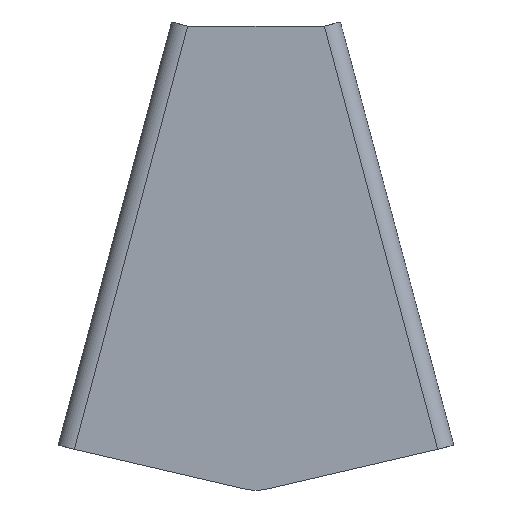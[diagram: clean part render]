
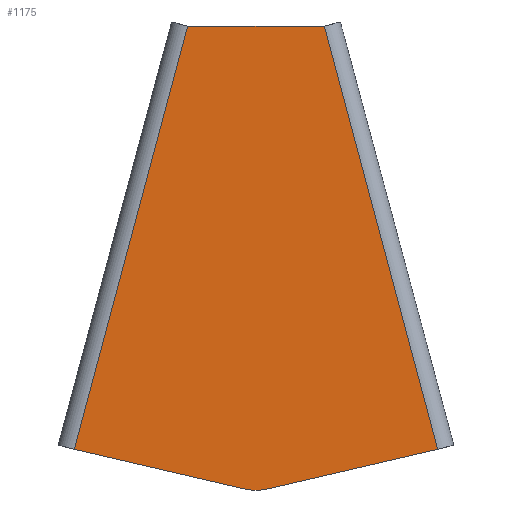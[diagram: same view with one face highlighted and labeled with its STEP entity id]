
A CAD part, front view. The second image highlights one B-rep face of the part: STEP entity #1175.
In plain terms, the highlighted planar face has unit normal (0, -1, 0).
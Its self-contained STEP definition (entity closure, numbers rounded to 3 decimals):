
#11 = DIRECTION ( 'NONE',  ( 0., -1., 0. ) ) ;
#14 = VECTOR ( 'NONE', #848, 1000. ) ;
#73 = DIRECTION ( 'NONE',  ( 0.974, 0., 0.227 ) ) ;
#121 = DIRECTION ( 'NONE',  ( 1., 0., 0. ) ) ;
#134 = CARTESIAN_POINT ( 'NONE',  ( 0., 0., 0. ) ) ;
#137 = ORIENTED_EDGE ( 'NONE', *, *, #1067, .F. ) ;
#146 = DIRECTION ( 'NONE',  ( -0.974, 0., 0.227 ) ) ;
#181 = EDGE_CURVE ( 'NONE', #565, #1117, #1341, .T. ) ;
#202 = CARTESIAN_POINT ( 'NONE',  ( 66.411, 0., -154.548 ) ) ;
#229 = CARTESIAN_POINT ( 'NONE',  ( 0., 0., -170. ) ) ;
#240 = ORIENTED_EDGE ( 'NONE', *, *, #633, .F. ) ;
#243 = CARTESIAN_POINT ( 'NONE',  ( -66.411, 0., -154.548 ) ) ;
#279 = VECTOR ( 'NONE', #121, 1000. ) ;
#296 = ORIENTED_EDGE ( 'NONE', *, *, #1143, .T. ) ;
#334 = VERTEX_POINT ( 'NONE', #384 ) ;
#335 = CARTESIAN_POINT ( 'NONE',  ( 0., 0., 0. ) ) ;
#366 = DIRECTION ( 'NONE',  ( 0.259, 0., 0.966 ) ) ;
#368 = EDGE_LOOP ( 'NONE', ( #296, #1278, #1005, #240, #137, #488 ) ) ;
#384 = CARTESIAN_POINT ( 'NONE',  ( 66.411, 0., -154.548 ) ) ;
#399 = VECTOR ( 'NONE', #73, 1000. ) ;
#408 = CIRCLE ( 'NONE', #889, 20. ) ;
#488 = ORIENTED_EDGE ( 'NONE', *, *, #181, .F. ) ;
#495 = EDGE_CURVE ( 'NONE', #1313, #334, #678, .T. ) ;
#518 = CARTESIAN_POINT ( 'NONE',  ( 4.532, 0., -168.945 ) ) ;
#519 = EDGE_CURVE ( 'NONE', #334, #634, #995, .T. ) ;
#526 = AXIS2_PLACEMENT_3D ( 'NONE', #335, #968, #556 ) ;
#528 = DIRECTION ( 'NONE',  ( 0., 0., -1. ) ) ;
#556 = DIRECTION ( 'NONE',  ( 0., 0., -1. ) ) ;
#565 = VERTEX_POINT ( 'NONE', #950 ) ;
#633 = EDGE_CURVE ( 'NONE', #838, #634, #1229, .T. ) ;
#634 = VERTEX_POINT ( 'NONE', #1095 ) ;
#678 = LINE ( 'NONE', #1362, #399 ) ;
#703 = CARTESIAN_POINT ( 'NONE',  ( -25., 0., 0. ) ) ;
#838 = VERTEX_POINT ( 'NONE', #703 ) ;
#848 = DIRECTION ( 'NONE',  ( -0.259, 0., 0.966 ) ) ;
#889 = AXIS2_PLACEMENT_3D ( 'NONE', #1289, #11, #528 ) ;
#950 = CARTESIAN_POINT ( 'NONE',  ( -4.532, 0., -168.945 ) ) ;
#968 = DIRECTION ( 'NONE',  ( 0., -1., 0. ) ) ;
#995 = LINE ( 'NONE', #202, #14 ) ;
#1005 = ORIENTED_EDGE ( 'NONE', *, *, #519, .T. ) ;
#1055 = CARTESIAN_POINT ( 'NONE',  ( -66.411, 0., -154.548 ) ) ;
#1067 = EDGE_CURVE ( 'NONE', #1117, #838, #1300, .T. ) ;
#1086 = PLANE ( 'NONE',  #526 ) ;
#1095 = CARTESIAN_POINT ( 'NONE',  ( 25., 0., 0. ) ) ;
#1117 = VERTEX_POINT ( 'NONE', #1055 ) ;
#1143 = EDGE_CURVE ( 'NONE', #565, #1313, #408, .T. ) ;
#1175 = ADVANCED_FACE ( 'NONE', ( #1329 ), #1086, .T. ) ;
#1229 = LINE ( 'NONE', #134, #279 ) ;
#1267 = VECTOR ( 'NONE', #146, 1000. ) ;
#1278 = ORIENTED_EDGE ( 'NONE', *, *, #495, .T. ) ;
#1289 = CARTESIAN_POINT ( 'NONE',  ( 0., 0., -149.466 ) ) ;
#1300 = LINE ( 'NONE', #243, #1366 ) ;
#1313 = VERTEX_POINT ( 'NONE', #518 ) ;
#1329 = FACE_OUTER_BOUND ( 'NONE', #368, .T. ) ;
#1341 = LINE ( 'NONE', #229, #1267 ) ;
#1362 = CARTESIAN_POINT ( 'NONE',  ( 0., 0., -170. ) ) ;
#1366 = VECTOR ( 'NONE', #366, 1000. ) ;
